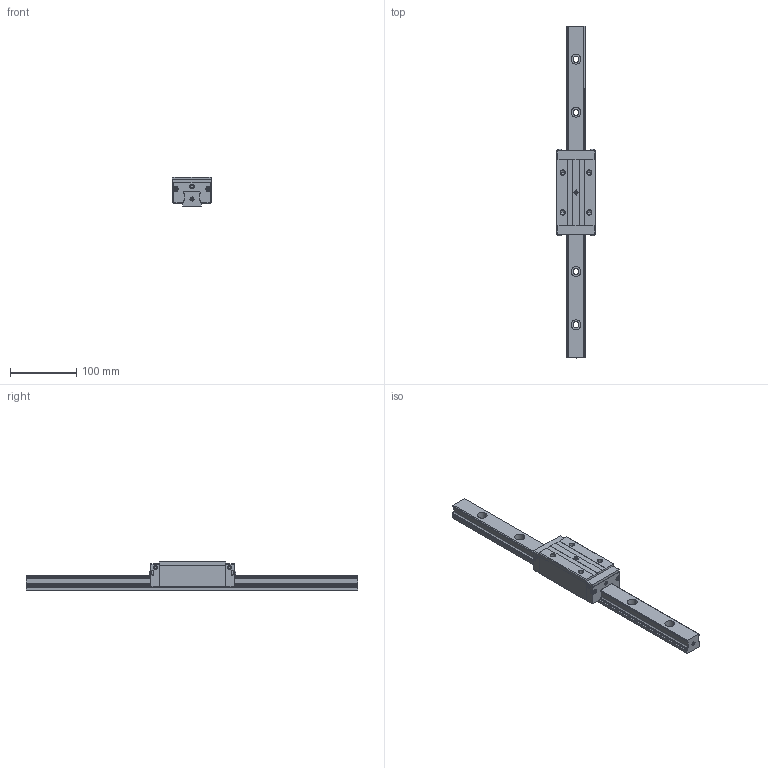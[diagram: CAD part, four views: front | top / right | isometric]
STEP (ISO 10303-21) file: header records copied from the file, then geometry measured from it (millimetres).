
FILE_DESCRIPTION(('STEP AP203'),'1');
FILE_NAME(' ',' ',('TraceParts'),('TraceParts S.A.'),'XStep 1.0',' ',' ');
FILE_SCHEMA(('CONFIG_CONTROL_DESIGN'));
Length unit declared in the file: millimetre
Products named in the file (16): 1; 2; 3; 4; 5; 6; 7; 8; 9; 10; 11; 12; 13; 14; 15; 16
Bounding box: 60 x 500.03 x 45.03 mm (x, y, z)
Volume: 496339.8 mm3; surface area: 108582.7 mm2
Topology: 16 solids, 21 shells, 931 faces, 2366 edges, 1528 vertices
Faces by surface type: plane 509, cylinder 278, cone 128, torus 16
Entity records: 28662 total; most frequent: CARTESIAN_POINT 5009, DIRECTION 4912, ORIENTED_EDGE 4684, EDGE_CURVE 2342, AXIS2_PLACEMENT_3D 1671, LINE 1570, VECTOR 1570, VERTEX_POINT 1528
